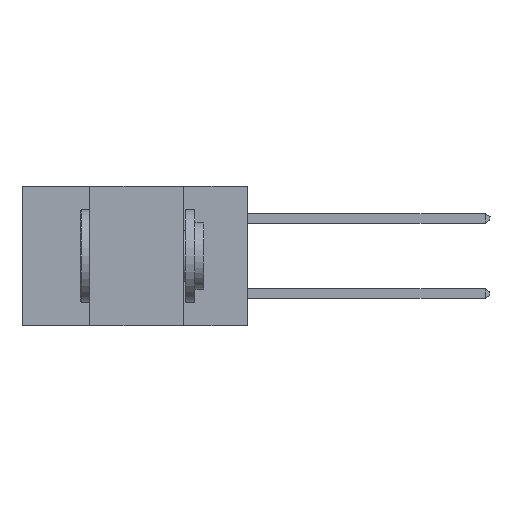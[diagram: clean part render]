
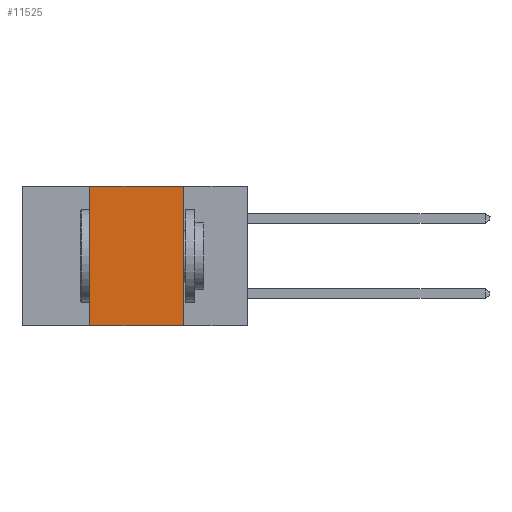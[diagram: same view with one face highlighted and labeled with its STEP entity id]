
A CAD part, left-side view. The second image highlights one B-rep face of the part: STEP entity #11525.
In plain terms, the highlighted planar face has unit normal (-1, 0, 0).
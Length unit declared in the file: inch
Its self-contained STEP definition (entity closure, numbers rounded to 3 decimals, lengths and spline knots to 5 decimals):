
#31 = LINE ( 'NONE', #9234, #17934 ) ;
#251 = CARTESIAN_POINT ( 'NONE',  ( 0., 0.42, 0. ) ) ;
#2993 = VERTEX_POINT ( 'NONE', #15898 ) ;
#3543 = EDGE_CURVE ( 'NONE', #18142, #2993, #11063, .T. ) ;
#4073 = PLANE ( 'NONE',  #8286 ) ;
#4162 = VECTOR ( 'NONE', #15842, 39.37008 ) ;
#4385 = ORIENTED_EDGE ( 'NONE', *, *, #3543, .F. ) ;
#5035 = EDGE_CURVE ( 'NONE', #14286, #18142, #31, .T. ) ;
#5057 = CARTESIAN_POINT ( 'NONE',  ( 0., 0.17, 0. ) ) ;
#5166 = CARTESIAN_POINT ( 'NONE',  ( 0., 0.42, 0. ) ) ;
#5369 = CARTESIAN_POINT ( 'NONE',  ( 0., 0.6, -0.37 ) ) ;
#5861 = ORIENTED_EDGE ( 'NONE', *, *, #18162, .F. ) ;
#8286 = AXIS2_PLACEMENT_3D ( 'NONE', #20374, #22754, #8747 ) ;
#8747 = DIRECTION ( 'NONE',  ( 0., 0., -1. ) ) ;
#8982 = DIRECTION ( 'NONE',  ( 0., -1., 0. ) ) ;
#9234 = CARTESIAN_POINT ( 'NONE',  ( 0., 0.6, 0. ) ) ;
#11019 = LINE ( 'NONE', #5166, #17190 ) ;
#11063 = LINE ( 'NONE', #11599, #4162 ) ;
#11525 = ADVANCED_FACE ( 'NONE', ( #19341 ), #4073, .F. ) ;
#11599 = CARTESIAN_POINT ( 'NONE',  ( 0., 0.17, 0. ) ) ;
#11615 = LINE ( 'NONE', #5369, #28730 ) ;
#11928 = EDGE_CURVE ( 'NONE', #17605, #2993, #11615, .T. ) ;
#14286 = VERTEX_POINT ( 'NONE', #251 ) ;
#15842 = DIRECTION ( 'NONE',  ( 0., 0., -1. ) ) ;
#15898 = CARTESIAN_POINT ( 'NONE',  ( 0., 0.17, -0.37 ) ) ;
#17190 = VECTOR ( 'NONE', #23851, 39.37008 ) ;
#17605 = VERTEX_POINT ( 'NONE', #23970 ) ;
#17934 = VECTOR ( 'NONE', #8982, 39.37008 ) ;
#18142 = VERTEX_POINT ( 'NONE', #5057 ) ;
#18162 = EDGE_CURVE ( 'NONE', #17605, #14286, #11019, .T. ) ;
#18965 = ORIENTED_EDGE ( 'NONE', *, *, #11928, .T. ) ;
#19341 = FACE_OUTER_BOUND ( 'NONE', #29470, .T. ) ;
#20374 = CARTESIAN_POINT ( 'NONE',  ( 0., 0.6, 0. ) ) ;
#22754 = DIRECTION ( 'NONE',  ( 1., 0., 0. ) ) ;
#23851 = DIRECTION ( 'NONE',  ( 0., 0., 1. ) ) ;
#23970 = CARTESIAN_POINT ( 'NONE',  ( 0., 0.42, -0.37 ) ) ;
#28553 = DIRECTION ( 'NONE',  ( 0., -1., 0. ) ) ;
#28730 = VECTOR ( 'NONE', #28553, 39.37008 ) ;
#29470 = EDGE_LOOP ( 'NONE', ( #4385, #29845, #5861, #18965 ) ) ;
#29845 = ORIENTED_EDGE ( 'NONE', *, *, #5035, .F. ) ;
